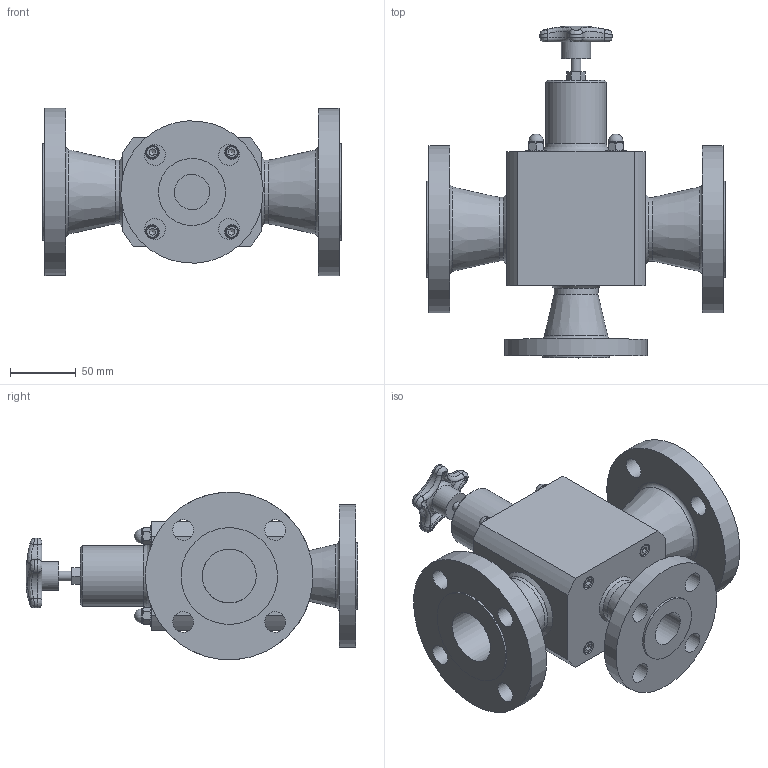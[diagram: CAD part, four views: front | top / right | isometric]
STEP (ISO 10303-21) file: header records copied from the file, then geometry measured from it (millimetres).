
FILE_DESCRIPTION((''),'2;1');
FILE_NAME('TVPFW15-SS-G_R0.ipt.stp','2017-04-04T12:17:05',(''),(''),'Autodesk Inventor 2009','Autodesk Inventor 2009','');
FILE_SCHEMA(('AUTOMOTIVE_DESIGN { 1 0 10303 214 1 1 1 1 }'));
Length unit declared in the file: inch
Products named in the file (1): TVPFW15-SS-G_R0
Bounding box: 225.93 x 251.46 x 126.74 mm (x, y, z)
Volume: 1500754 mm3; surface area: 192780.8 mm2
Topology: 1 solids, 5 shells, 398 faces, 926 edges, 571 vertices
Faces by surface type: plane 162, bspline 107, cylinder 73, cone 21, torus 18, sphere 17
Full cylindrical faces by diameter (mm): 4.445 x4, 7.442 x1, 9.525 x4, 10.998 x4, 15.748 x12, 15.875 x4, 22.098 x1, 26.645 x1, 33.401 x1, 40.894 x2, 45.72 x1, 48.26 x2, 50.8 x1, 73.152 x2, 107.95 x1, 127 x2
Entity records: 15378 total; most frequent: CARTESIAN_POINT 6952, ORIENTED_EDGE 1666, DIRECTION 1580, EDGE_CURVE 833, AXIS2_PLACEMENT_3D 678, VERTEX_POINT 560, EDGE_LOOP 537, FACE_OUTER_BOUND 398
